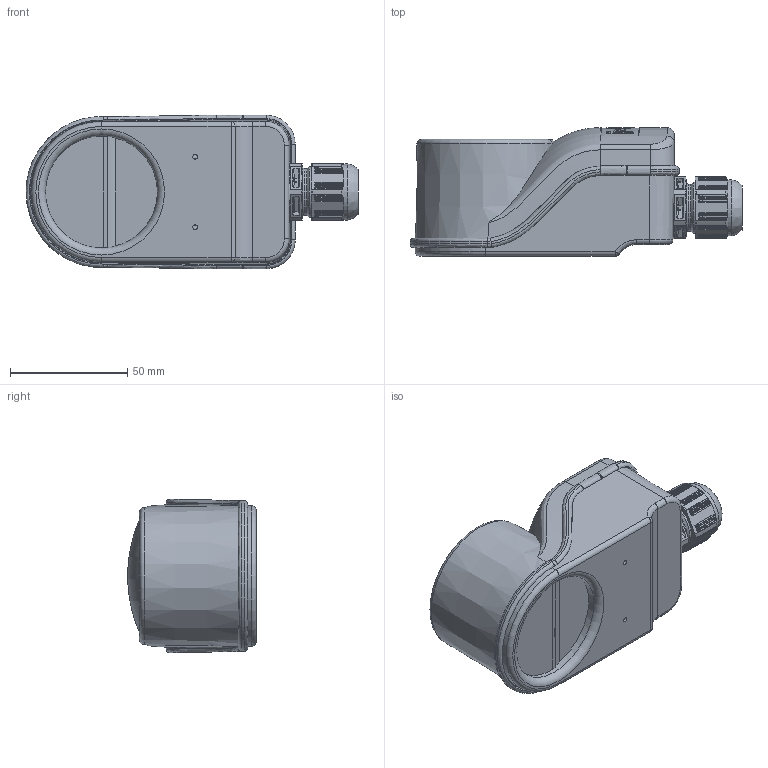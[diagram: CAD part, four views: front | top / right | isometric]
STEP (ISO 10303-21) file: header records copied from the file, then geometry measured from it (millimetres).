
FILE_DESCRIPTION(/* description */ ('Endschalter I-box','CAx-IF Rec.Pracs.---Representation and Presentation of Product Manufacturing Information (PMI)---4.0---2014-10-13'),/* implementation_level */ '2;1');
FILE_NAME(/* name */ 'I-box END00325.stp',/* time_stamp */ '2019-04-30T09:02:29+02:00',/* author */ ('gkl'),/* organization */ (''),/* preprocessor_version */ 'ST-DEVELOPER v17.2',/* originating_system */ 'Autodesk Inventor 2019',/* authorisation */ '');
FILE_SCHEMA (('AP242_MANAGED_MODEL_BASED_3D_ENGINEERING_MIM_LF { 1 0 10303 442 1 1 4 }'));
Products named in the file (1): I-box END00325
Bounding box: 141.86 x 54.91 x 65.55 mm (x, y, z)
Volume: 218535.9 mm3; surface area: 48738.3 mm2
Topology: 2 solids, 3 shells, 953 faces, 2429 edges, 1498 vertices
Faces by surface type: plane 252, bspline 233, cylinder 184, cone 155, torus 103, sphere 26
Full cylindrical faces by diameter (mm): 13.3 x2, 18.128 x1, 19.941 x1, 20 x2, 21.8 x1, 24 x1, 26.4 x1
Entity records: 64339 total; most frequent: CARTESIAN_POINT 43268, ORIENTED_EDGE 4854, DIRECTION 3808, EDGE_CURVE 2427, VERTEX_POINT 1498, AXIS2_PLACEMENT_3D 1449, EDGE_LOOP 979, FACE_OUTER_BOUND 953
